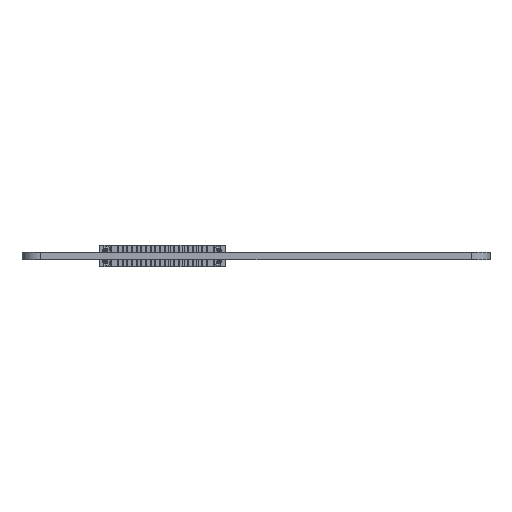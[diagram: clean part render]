
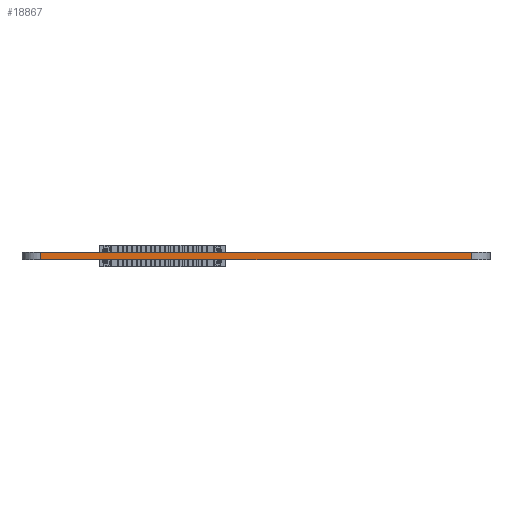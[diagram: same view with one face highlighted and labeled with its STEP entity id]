
A CAD part, left-side view. The second image highlights one B-rep face of the part: STEP entity #18867.
In plain terms, the highlighted planar face has unit normal (-1, 0, 0).
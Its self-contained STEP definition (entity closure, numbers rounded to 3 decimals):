
#18249 = EDGE_CURVE('',#18250,#18252,#18254,.T.);
#18250 = VERTEX_POINT('',#18251);
#18251 = CARTESIAN_POINT('',(-40.,46.,0.));
#18252 = VERTEX_POINT('',#18253);
#18253 = CARTESIAN_POINT('',(-40.,46.,1.51));
#18254 = LINE('',#18255,#18256);
#18255 = CARTESIAN_POINT('',(-40.,46.,0.));
#18256 = VECTOR('',#18257,1.);
#18257 = DIRECTION('',(0.,0.,1.));
#18840 = VERTEX_POINT('',#18841);
#18841 = CARTESIAN_POINT('',(-40.,-46.,1.51));
#18848 = EDGE_CURVE('',#18849,#18840,#18851,.T.);
#18849 = VERTEX_POINT('',#18850);
#18850 = CARTESIAN_POINT('',(-40.,-46.,0.));
#18851 = LINE('',#18852,#18853);
#18852 = CARTESIAN_POINT('',(-40.,-46.,0.));
#18853 = VECTOR('',#18854,1.);
#18854 = DIRECTION('',(0.,0.,1.));
#18867 = ADVANCED_FACE('',(#18868),#18884,.T.);
#18868 = FACE_BOUND('',#18869,.T.);
#18869 = EDGE_LOOP('',(#18870,#18871,#18877,#18878));
#18870 = ORIENTED_EDGE('',*,*,#18848,.T.);
#18871 = ORIENTED_EDGE('',*,*,#18872,.T.);
#18872 = EDGE_CURVE('',#18840,#18252,#18873,.T.);
#18873 = LINE('',#18874,#18875);
#18874 = CARTESIAN_POINT('',(-40.,-46.,1.51));
#18875 = VECTOR('',#18876,1.);
#18876 = DIRECTION('',(0.,1.,0.));
#18877 = ORIENTED_EDGE('',*,*,#18249,.F.);
#18878 = ORIENTED_EDGE('',*,*,#18879,.F.);
#18879 = EDGE_CURVE('',#18849,#18250,#18880,.T.);
#18880 = LINE('',#18881,#18882);
#18881 = CARTESIAN_POINT('',(-40.,-46.,0.));
#18882 = VECTOR('',#18883,1.);
#18883 = DIRECTION('',(0.,1.,0.));
#18884 = PLANE('',#18885);
#18885 = AXIS2_PLACEMENT_3D('',#18886,#18887,#18888);
#18886 = CARTESIAN_POINT('',(-40.,-46.,0.));
#18887 = DIRECTION('',(-1.,0.,0.));
#18888 = DIRECTION('',(0.,1.,0.));
